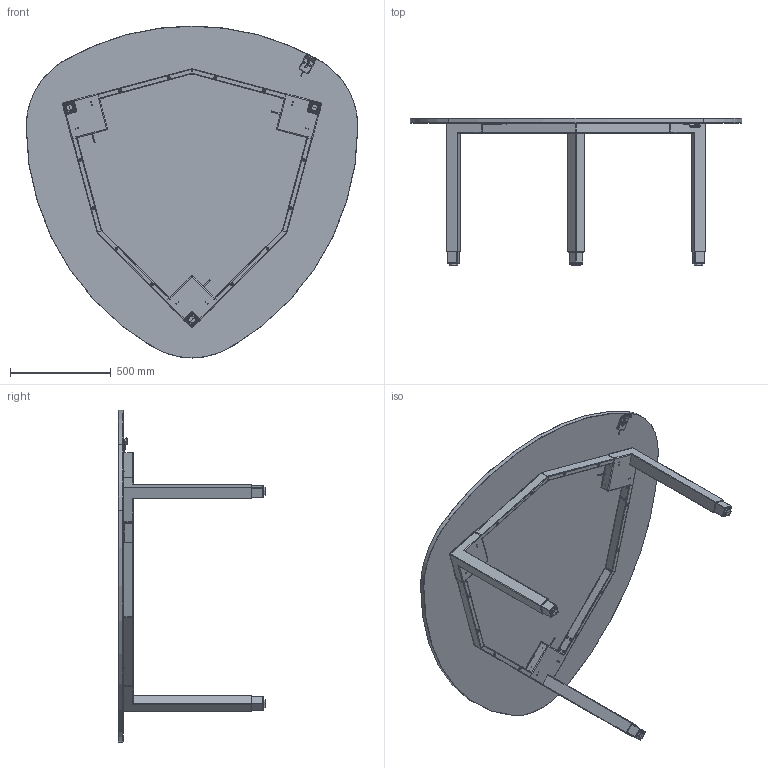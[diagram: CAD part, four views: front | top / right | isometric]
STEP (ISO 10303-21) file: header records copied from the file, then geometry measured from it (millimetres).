
FILE_DESCRIPTION (( 'STEP AP203' ), '1' );
FILE_NAME ('PLECTRUM 1650 - HIGH END by Swedstyle_561001XX6-1.STEP', '2021-03-04T12:52:00', ( '' ), ( '' ), 'SwSTEP 2.0', 'SolidWorks 2019', '' );
FILE_SCHEMA (( 'CONFIG_CONTROL_DESIGN' ));
Length unit declared in the file: millimetre
Products named in the file (3): Skiva inkl. bordskontroll - Plectrum 1650 HIGH END; Plectrum 1650, +50mm, exkl. skiva - HIGH END; PLECTRUM 1650 - HIGH END by Swedstyle_561001XX6-1
Assembly tree (2 placements, depth 2):
  PLECTRUM 1650 - HIGH END by Swedstyle_561001XX6-1
    Plectrum 1650, +50mm, exkl. skiva - HIGH END
    Skiva inkl. bordskontroll - Plectrum 1650 HIGH END
Bounding box: 1649.51 x 730.9 x 1650 mm (x, y, z)
Surface area: 5788035.7 mm2 (no closed solid volume)
Topology: 0 solids, 112 shells, 746 faces, 3075 edges, 2395 vertices
Faces by surface type: plane 334, cylinder 314, torus 47, cone 24, bspline 15, sphere 12
Entity records: 33073 total; most frequent: CARTESIAN_POINT 7313, DIRECTION 5568, ORIENTED_EDGE 4214, EDGE_CURVE 3067, VERTEX_POINT 2395, AXIS2_PLACEMENT_3D 1862, VECTOR 1844, LINE 1844
